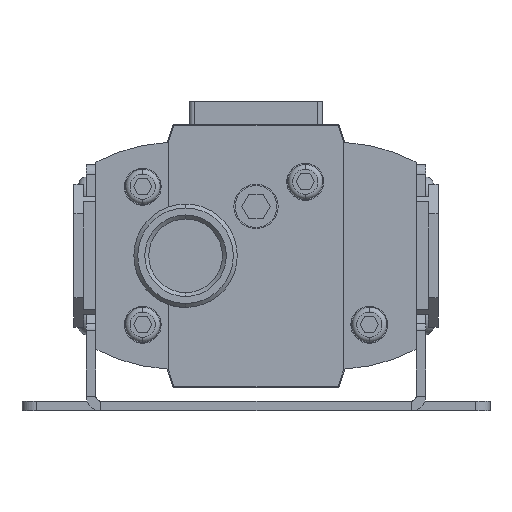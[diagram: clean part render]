
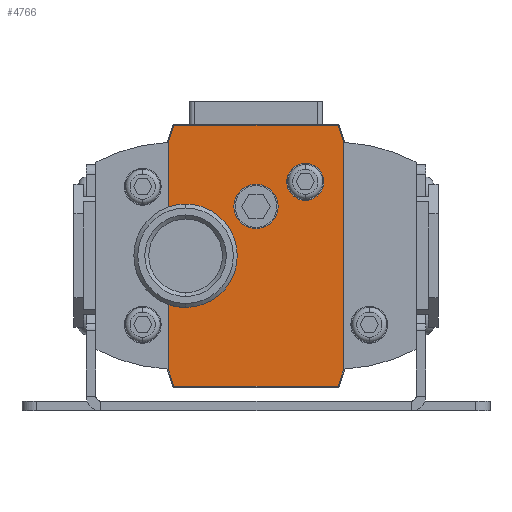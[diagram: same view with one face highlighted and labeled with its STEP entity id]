
A CAD part, front view. The second image highlights one B-rep face of the part: STEP entity #4766.
In plain terms, the highlighted planar face has unit normal (0, -1, 0).
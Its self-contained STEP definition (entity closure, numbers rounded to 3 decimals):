
#174 = VERTEX_POINT ( 'NONE', #1422 ) ;
#208 = ORIENTED_EDGE ( 'NONE', *, *, #10371, .T. ) ;
#234 = DIRECTION ( 'NONE',  ( 0., 0., -1. ) ) ;
#483 = FACE_BOUND ( 'NONE', #3929, .T. ) ;
#500 = ORIENTED_EDGE ( 'NONE', *, *, #1172, .T. ) ;
#508 = DIRECTION ( 'NONE',  ( 0., -1., 0. ) ) ;
#531 = ORIENTED_EDGE ( 'NONE', *, *, #7408, .T. ) ;
#842 = EDGE_CURVE ( 'NONE', #1592, #9929, #15771, .T. ) ;
#869 = VECTOR ( 'NONE', #8493, 1000. ) ;
#905 = VERTEX_POINT ( 'NONE', #11832 ) ;
#967 = CARTESIAN_POINT ( 'NONE',  ( 17.802, -29., -22.968 ) ) ;
#1025 = LINE ( 'NONE', #8785, #7342 ) ;
#1045 = CARTESIAN_POINT ( 'NONE',  ( -17.802, -29., 22.968 ) ) ;
#1080 = EDGE_CURVE ( 'NONE', #905, #8225, #8210, .T. ) ;
#1116 = ORIENTED_EDGE ( 'NONE', *, *, #1080, .T. ) ;
#1172 = EDGE_CURVE ( 'NONE', #15694, #12339, #7042, .T. ) ;
#1263 = DIRECTION ( 'NONE',  ( 0.309, 0., -0.951 ) ) ;
#1378 = CARTESIAN_POINT ( 'NONE',  ( -16.655, -29., 26.5 ) ) ;
#1422 = CARTESIAN_POINT ( 'NONE',  ( -14.3, -29., 10.5 ) ) ;
#1592 = VERTEX_POINT ( 'NONE', #5342 ) ;
#1597 = CARTESIAN_POINT ( 'NONE',  ( 17.802, -29., -22.968 ) ) ;
#2047 = ORIENTED_EDGE ( 'NONE', *, *, #2399, .F. ) ;
#2119 = CARTESIAN_POINT ( 'NONE',  ( 10., -29., 15. ) ) ;
#2226 = CARTESIAN_POINT ( 'NONE',  ( 0., -29., 10. ) ) ;
#2399 = EDGE_CURVE ( 'NONE', #3001, #4795, #14969, .T. ) ;
#2535 = CARTESIAN_POINT ( 'NONE',  ( -16.655, -29., -26.5 ) ) ;
#2568 = VERTEX_POINT ( 'NONE', #14065 ) ;
#3001 = VERTEX_POINT ( 'NONE', #8601 ) ;
#3305 = CIRCLE ( 'NONE', #12126, 4.5 ) ;
#3419 = DIRECTION ( 'NONE',  ( 0., 0., -1. ) ) ;
#3531 = DIRECTION ( 'NONE',  ( 0., 0., -1. ) ) ;
#3658 = VECTOR ( 'NONE', #14114, 1000. ) ;
#3664 = EDGE_CURVE ( 'NONE', #9060, #174, #3716, .T. ) ;
#3716 = CIRCLE ( 'NONE', #14720, 10.5 ) ;
#3731 = ORIENTED_EDGE ( 'NONE', *, *, #3664, .F. ) ;
#3808 = DIRECTION ( 'NONE',  ( 1., 0., 0. ) ) ;
#3844 = CARTESIAN_POINT ( 'NONE',  ( -14.3, -29., 0. ) ) ;
#3929 = EDGE_LOOP ( 'NONE', ( #7689, #2047 ) ) ;
#4252 = ORIENTED_EDGE ( 'NONE', *, *, #15977, .T. ) ;
#4289 = DIRECTION ( 'NONE',  ( 0., -1., 0. ) ) ;
#4602 = DIRECTION ( 'NONE',  ( -0.309, 0., 0.951 ) ) ;
#4766 = ADVANCED_FACE ( 'NONE', ( #483, #10502, #7186 ), #13620, .T. ) ;
#4795 = VERTEX_POINT ( 'NONE', #11234 ) ;
#4921 = ORIENTED_EDGE ( 'NONE', *, *, #6254, .T. ) ;
#4927 = CARTESIAN_POINT ( 'NONE',  ( 0., -29., 0. ) ) ;
#4963 = EDGE_CURVE ( 'NONE', #8225, #2568, #6987, .T. ) ;
#5041 = LINE ( 'NONE', #7259, #869 ) ;
#5122 = DIRECTION ( 'NONE',  ( 0., 0., -1. ) ) ;
#5303 = EDGE_LOOP ( 'NONE', ( #10481, #9515 ) ) ;
#5342 = CARTESIAN_POINT ( 'NONE',  ( -17.802, -29., -9.899 ) ) ;
#5482 = CARTESIAN_POINT ( 'NONE',  ( -17.802, -29., 22.968 ) ) ;
#5695 = EDGE_LOOP ( 'NONE', ( #500, #10435, #3731, #11628, #13332, #4921, #531, #1116, #12586, #6890, #208, #4252 ) ) ;
#5931 = AXIS2_PLACEMENT_3D ( 'NONE', #4927, #14851, #7445 ) ;
#5966 = LINE ( 'NONE', #12983, #11808 ) ;
#6017 = VERTEX_POINT ( 'NONE', #11959 ) ;
#6043 = CIRCLE ( 'NONE', #12439, 10.5 ) ;
#6162 = CARTESIAN_POINT ( 'NONE',  ( -14.3, -29., -10.5 ) ) ;
#6254 = EDGE_CURVE ( 'NONE', #9929, #6017, #1025, .T. ) ;
#6389 = VECTOR ( 'NONE', #4602, 1000. ) ;
#6430 = DIRECTION ( 'NONE',  ( 0., -1., 0. ) ) ;
#6785 = DIRECTION ( 'NONE',  ( -0.309, 0., -0.951 ) ) ;
#6890 = ORIENTED_EDGE ( 'NONE', *, *, #10906, .T. ) ;
#6987 = LINE ( 'NONE', #1597, #3658 ) ;
#7042 = LINE ( 'NONE', #10805, #13251 ) ;
#7060 = DIRECTION ( 'NONE',  ( 0., 0., -1. ) ) ;
#7186 = FACE_OUTER_BOUND ( 'NONE', #5695, .T. ) ;
#7259 = CARTESIAN_POINT ( 'NONE',  ( 16.655, -29., 26.5 ) ) ;
#7298 = VERTEX_POINT ( 'NONE', #13495 ) ;
#7342 = VECTOR ( 'NONE', #1263, 1000. ) ;
#7408 = EDGE_CURVE ( 'NONE', #6017, #905, #11336, .T. ) ;
#7445 = DIRECTION ( 'NONE',  ( 0., 0., -1. ) ) ;
#7689 = ORIENTED_EDGE ( 'NONE', *, *, #9394, .F. ) ;
#7780 = DIRECTION ( 'NONE',  ( 0., -1., 0. ) ) ;
#8055 = CARTESIAN_POINT ( 'NONE',  ( 0., -29., 10. ) ) ;
#8059 = VERTEX_POINT ( 'NONE', #9424 ) ;
#8147 = DIRECTION ( 'NONE',  ( 0.309, 0., 0.951 ) ) ;
#8210 = LINE ( 'NONE', #15566, #11523 ) ;
#8225 = VERTEX_POINT ( 'NONE', #967 ) ;
#8492 = CIRCLE ( 'NONE', #9548, 3.75 ) ;
#8493 = DIRECTION ( 'NONE',  ( -1., 0., 0. ) ) ;
#8528 = CIRCLE ( 'NONE', #11423, 10.5 ) ;
#8601 = CARTESIAN_POINT ( 'NONE',  ( 0., -29., 14.5 ) ) ;
#8785 = CARTESIAN_POINT ( 'NONE',  ( -17.802, -29., -22.968 ) ) ;
#8789 = VECTOR ( 'NONE', #14159, 1000. ) ;
#9060 = VERTEX_POINT ( 'NONE', #6162 ) ;
#9168 = EDGE_CURVE ( 'NONE', #174, #12339, #6043, .T. ) ;
#9279 = DIRECTION ( 'NONE',  ( 0., 0., -1. ) ) ;
#9394 = EDGE_CURVE ( 'NONE', #4795, #3001, #3305, .T. ) ;
#9424 = CARTESIAN_POINT ( 'NONE',  ( 16.655, -29., 26.5 ) ) ;
#9515 = ORIENTED_EDGE ( 'NONE', *, *, #11903, .F. ) ;
#9548 = AXIS2_PLACEMENT_3D ( 'NONE', #2119, #10870, #3419 ) ;
#9727 = CARTESIAN_POINT ( 'NONE',  ( -17.802, -29., 9.899 ) ) ;
#9923 = VERTEX_POINT ( 'NONE', #1378 ) ;
#9929 = VERTEX_POINT ( 'NONE', #12653 ) ;
#10371 = EDGE_CURVE ( 'NONE', #8059, #9923, #5041, .T. ) ;
#10435 = ORIENTED_EDGE ( 'NONE', *, *, #9168, .F. ) ;
#10481 = ORIENTED_EDGE ( 'NONE', *, *, #10767, .F. ) ;
#10502 = FACE_BOUND ( 'NONE', #5303, .T. ) ;
#10572 = EDGE_CURVE ( 'NONE', #1592, #9060, #8528, .T. ) ;
#10767 = EDGE_CURVE ( 'NONE', #13009, #7298, #15695, .T. ) ;
#10805 = CARTESIAN_POINT ( 'NONE',  ( -17.802, -29., 22.968 ) ) ;
#10870 = DIRECTION ( 'NONE',  ( 0., -1., 0. ) ) ;
#10906 = EDGE_CURVE ( 'NONE', #2568, #8059, #15888, .T. ) ;
#10986 = DIRECTION ( 'NONE',  ( 0., -1., 0. ) ) ;
#11112 = AXIS2_PLACEMENT_3D ( 'NONE', #11762, #4289, #12999 ) ;
#11234 = CARTESIAN_POINT ( 'NONE',  ( 0., -29., 5.5 ) ) ;
#11336 = LINE ( 'NONE', #2535, #14609 ) ;
#11423 = AXIS2_PLACEMENT_3D ( 'NONE', #13876, #6430, #15099 ) ;
#11523 = VECTOR ( 'NONE', #8147, 1000. ) ;
#11628 = ORIENTED_EDGE ( 'NONE', *, *, #10572, .F. ) ;
#11762 = CARTESIAN_POINT ( 'NONE',  ( 10., -29., 15. ) ) ;
#11808 = VECTOR ( 'NONE', #6785, 1000. ) ;
#11832 = CARTESIAN_POINT ( 'NONE',  ( 16.655, -29., -26.5 ) ) ;
#11903 = EDGE_CURVE ( 'NONE', #7298, #13009, #8492, .T. ) ;
#11959 = CARTESIAN_POINT ( 'NONE',  ( -16.655, -29., -26.5 ) ) ;
#12126 = AXIS2_PLACEMENT_3D ( 'NONE', #8055, #508, #9279 ) ;
#12339 = VERTEX_POINT ( 'NONE', #9727 ) ;
#12439 = AXIS2_PLACEMENT_3D ( 'NONE', #3844, #12575, #5122 ) ;
#12575 = DIRECTION ( 'NONE',  ( 0., -1., 0. ) ) ;
#12586 = ORIENTED_EDGE ( 'NONE', *, *, #4963, .T. ) ;
#12653 = CARTESIAN_POINT ( 'NONE',  ( -17.802, -29., -22.968 ) ) ;
#12981 = AXIS2_PLACEMENT_3D ( 'NONE', #2226, #10986, #3531 ) ;
#12983 = CARTESIAN_POINT ( 'NONE',  ( -16.655, -29., 26.5 ) ) ;
#12999 = DIRECTION ( 'NONE',  ( 0., 0., -1. ) ) ;
#13009 = VERTEX_POINT ( 'NONE', #13629 ) ;
#13251 = VECTOR ( 'NONE', #7060, 1000. ) ;
#13308 = CARTESIAN_POINT ( 'NONE',  ( 17.802, -29., 22.968 ) ) ;
#13332 = ORIENTED_EDGE ( 'NONE', *, *, #842, .T. ) ;
#13495 = CARTESIAN_POINT ( 'NONE',  ( 10., -29., 18.75 ) ) ;
#13620 = PLANE ( 'NONE',  #5931 ) ;
#13629 = CARTESIAN_POINT ( 'NONE',  ( 10., -29., 11.25 ) ) ;
#13876 = CARTESIAN_POINT ( 'NONE',  ( -14.3, -29., 0. ) ) ;
#14065 = CARTESIAN_POINT ( 'NONE',  ( 17.802, -29., 22.968 ) ) ;
#14114 = DIRECTION ( 'NONE',  ( 0., 0., 1. ) ) ;
#14159 = DIRECTION ( 'NONE',  ( 0., 0., -1. ) ) ;
#14609 = VECTOR ( 'NONE', #3808, 1000. ) ;
#14720 = AXIS2_PLACEMENT_3D ( 'NONE', #15215, #7780, #234 ) ;
#14851 = DIRECTION ( 'NONE',  ( 0., -1., 0. ) ) ;
#14969 = CIRCLE ( 'NONE', #12981, 4.5 ) ;
#15099 = DIRECTION ( 'NONE',  ( 0., 0., -1. ) ) ;
#15215 = CARTESIAN_POINT ( 'NONE',  ( -14.3, -29., 0. ) ) ;
#15566 = CARTESIAN_POINT ( 'NONE',  ( 16.655, -29., -26.5 ) ) ;
#15694 = VERTEX_POINT ( 'NONE', #1045 ) ;
#15695 = CIRCLE ( 'NONE', #11112, 3.75 ) ;
#15771 = LINE ( 'NONE', #5482, #8789 ) ;
#15888 = LINE ( 'NONE', #13308, #6389 ) ;
#15977 = EDGE_CURVE ( 'NONE', #9923, #15694, #5966, .T. ) ;
